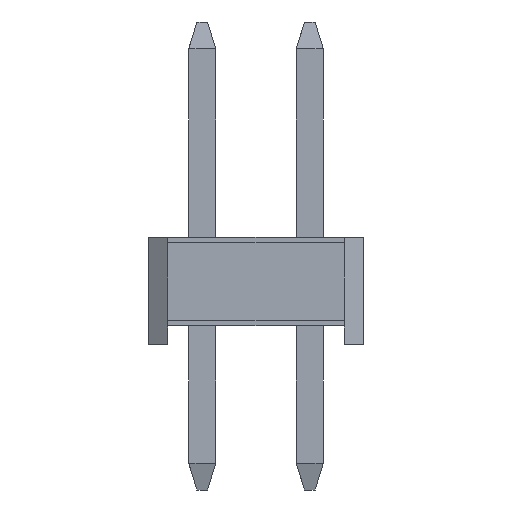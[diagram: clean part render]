
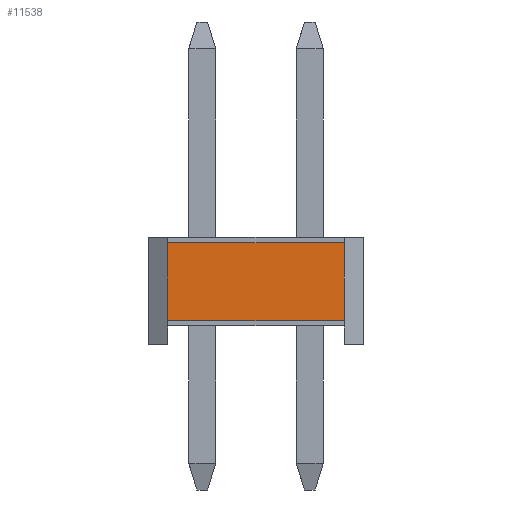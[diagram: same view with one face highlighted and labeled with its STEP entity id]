
A CAD part, front view. The second image highlights one B-rep face of the part: STEP entity #11538.
In plain terms, the highlighted face is planar.
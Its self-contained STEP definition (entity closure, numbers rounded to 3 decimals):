
#984=ORIENTED_EDGE('',*,*,#2880,.F.);
#985=ORIENTED_EDGE('',*,*,#2333,.F.);
#986=ORIENTED_EDGE('',*,*,#2881,.F.);
#987=ORIENTED_EDGE('',*,*,#2345,.F.);
#2333=EDGE_CURVE('',#3479,#3478,#4181,.T.);
#2345=EDGE_CURVE('',#3490,#3491,#4193,.T.);
#2880=EDGE_CURVE('',#3478,#3490,#4728,.T.);
#2881=EDGE_CURVE('',#3491,#3479,#4729,.T.);
#3478=VERTEX_POINT('',#14465);
#3479=VERTEX_POINT('',#14467);
#3490=VERTEX_POINT('',#14495);
#3491=VERTEX_POINT('',#14496);
#4181=LINE('',#14468,#5329);
#4193=LINE('',#14494,#5341);
#4728=LINE('',#15558,#5876);
#4729=LINE('',#15560,#5877);
#5329=VECTOR('',#12345,1000.);
#5341=VECTOR('',#12365,1000.);
#5876=VECTOR('',#13258,1000.);
#5877=VECTOR('',#13261,1000.);
#6666=EDGE_LOOP('',(#984,#985,#986,#987));
#7180=FACE_BOUND('',#6666,.T.);
#7680=PLANE('',#12027);
#11538=ADVANCED_FACE('',(#7180),#7680,.F.);
#12027=AXIS2_PLACEMENT_3D('',#15561,#13262,#13263);
#12345=DIRECTION('',(0.,-1.,0.));
#12365=DIRECTION('',(0.,1.,0.));
#13258=DIRECTION('',(0.,0.,1.));
#13261=DIRECTION('',(0.,0.,-1.));
#13262=DIRECTION('',(-1.,0.,0.));
#13263=DIRECTION('',(0.,0.,1.));
#14465=CARTESIAN_POINT('',(8.,-1.64,-0.55));
#14467=CARTESIAN_POINT('',(8.,1.64,-0.55));
#14468=CARTESIAN_POINT('',(8.,1.64,-0.55));
#14494=CARTESIAN_POINT('',(8.,0.,0.9));
#14495=CARTESIAN_POINT('',(8.,-1.64,0.9));
#14496=CARTESIAN_POINT('',(8.,1.64,0.9));
#15558=CARTESIAN_POINT('',(8.,-1.64,0.));
#15560=CARTESIAN_POINT('',(8.,1.64,0.));
#15561=CARTESIAN_POINT('',(8.,0.,0.));
